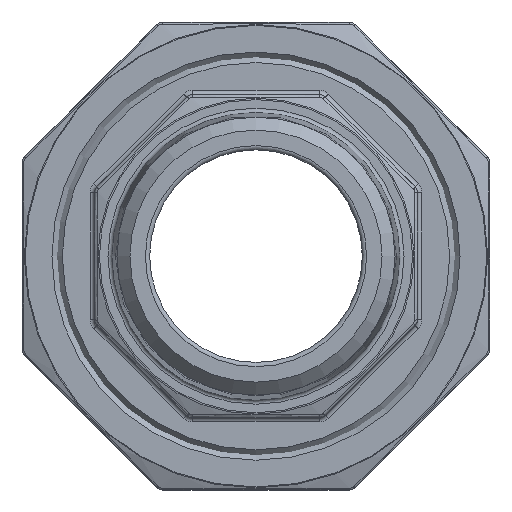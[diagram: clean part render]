
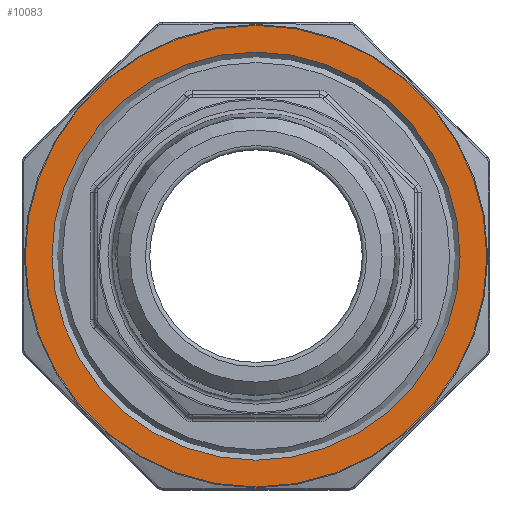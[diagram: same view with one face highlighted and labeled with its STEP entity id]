
A CAD part, left-side view. The second image highlights one B-rep face of the part: STEP entity #10083.
In plain terms, the highlighted planar face has unit normal (-1, 0, 0).
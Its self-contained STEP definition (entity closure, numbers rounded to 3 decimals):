
#1845 = PLANE ( 'NONE',  #10980 ) ;
#1917 = EDGE_CURVE ( 'NONE', #4312, #4312, #3915, .T. ) ;
#3401 = DIRECTION ( 'NONE',  ( 0., 0., 1. ) ) ;
#3459 = EDGE_LOOP ( 'NONE', ( #13277 ) ) ;
#3915 = CIRCLE ( 'NONE', #9390, 24. ) ;
#4312 = VERTEX_POINT ( 'NONE', #13967 ) ;
#5097 = FACE_OUTER_BOUND ( 'NONE', #3459, .T. ) ;
#6832 = EDGE_CURVE ( 'NONE', #9173, #9173, #17099, .T. ) ;
#8561 = CARTESIAN_POINT ( 'NONE',  ( -20., 37.92, 0. ) ) ;
#8644 = DIRECTION ( 'NONE',  ( 0., 0., 1. ) ) ;
#9173 = VERTEX_POINT ( 'NONE', #14272 ) ;
#9390 = AXIS2_PLACEMENT_3D ( 'NONE', #15594, #17447, #10784 ) ;
#10058 = FACE_BOUND ( 'NONE', #18980, .T. ) ;
#10083 = ADVANCED_FACE ( 'NONE', ( #5097, #10058 ), #1845, .T. ) ;
#10784 = DIRECTION ( 'NONE',  ( 0., 0., -1. ) ) ;
#10980 = AXIS2_PLACEMENT_3D ( 'NONE', #8561, #15186, #3401 ) ;
#12051 = ORIENTED_EDGE ( 'NONE', *, *, #1917, .T. ) ;
#13277 = ORIENTED_EDGE ( 'NONE', *, *, #6832, .T. ) ;
#13967 = CARTESIAN_POINT ( 'NONE',  ( -20., 0., -24. ) ) ;
#14045 = CARTESIAN_POINT ( 'NONE',  ( -20., 0., 0. ) ) ;
#14272 = CARTESIAN_POINT ( 'NONE',  ( -20., 0., 27.147 ) ) ;
#15186 = DIRECTION ( 'NONE',  ( -1., 0., 0. ) ) ;
#15594 = CARTESIAN_POINT ( 'NONE',  ( -20., 0., 0. ) ) ;
#17045 = DIRECTION ( 'NONE',  ( -1., 0., 0. ) ) ;
#17099 = CIRCLE ( 'NONE', #19866, 27.147 ) ;
#17447 = DIRECTION ( 'NONE',  ( 1., 0., 0. ) ) ;
#18980 = EDGE_LOOP ( 'NONE', ( #12051 ) ) ;
#19866 = AXIS2_PLACEMENT_3D ( 'NONE', #14045, #17045, #8644 ) ;
